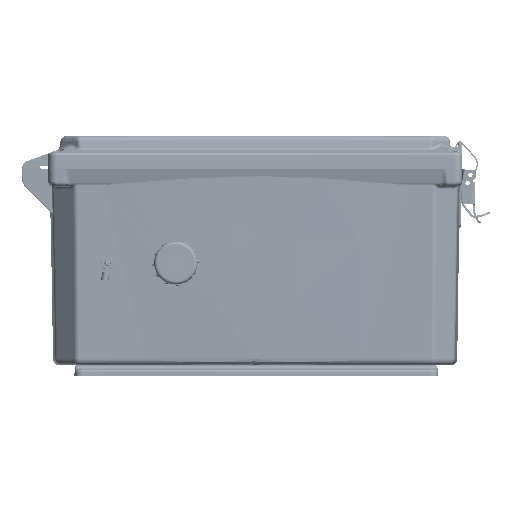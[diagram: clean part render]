
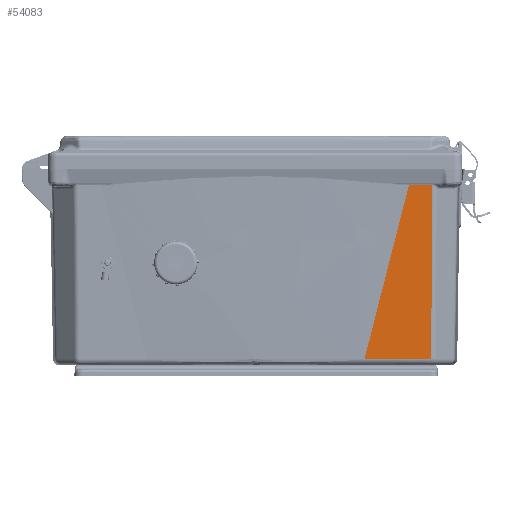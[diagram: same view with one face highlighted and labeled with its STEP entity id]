
A CAD part, front view. The second image highlights one B-rep face of the part: STEP entity #54083.
In plain terms, the highlighted face is planar.
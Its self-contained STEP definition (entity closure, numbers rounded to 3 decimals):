
#43 = VERTEX_POINT ( 'NONE', #71951 ) ;
#1327 = EDGE_CURVE ( 'NONE', #87496, #107015, #163341, .T. ) ;
#2978 = LINE ( 'NONE', #219443, #153623 ) ;
#4385 = DIRECTION ( 'NONE',  ( 0., 0., 1. ) ) ;
#5950 = ORIENTED_EDGE ( 'NONE', *, *, #115462, .T. ) ;
#10016 = EDGE_LOOP ( 'NONE', ( #118096, #5950, #117606, #60443 ) ) ;
#15042 = DIRECTION ( 'NONE',  ( 0., 0., 1. ) ) ;
#31898 = CARTESIAN_POINT ( 'NONE',  ( -146.642, -179.431, -135.672 ) ) ;
#32149 = VERTEX_POINT ( 'NONE', #120398 ) ;
#36899 = EDGE_CURVE ( 'NONE', #32149, #43, #39686, .T. ) ;
#39686 = LINE ( 'NONE', #31898, #63861 ) ;
#39841 = CARTESIAN_POINT ( 'NONE',  ( -146.642, -179.431, -84.339 ) ) ;
#43879 = CARTESIAN_POINT ( 'NONE',  ( -146.642, -179.431, -84.339 ) ) ;
#48555 = EDGE_CURVE ( 'NONE', #32149, #107015, #106986, .T. ) ;
#54083 = ADVANCED_FACE ( 'NONE', ( #103147 ), #147160, .T. ) ;
#60443 = ORIENTED_EDGE ( 'NONE', *, *, #48555, .F. ) ;
#63861 = VECTOR ( 'NONE', #169320, 1000. ) ;
#71951 = CARTESIAN_POINT ( 'NONE',  ( -12.85, -181.767, -136.64 ) ) ;
#76286 = CARTESIAN_POINT ( 'NONE',  ( -64.967, -180.857, -105.187 ) ) ;
#87496 = VERTEX_POINT ( 'NONE', #154830 ) ;
#103147 = FACE_OUTER_BOUND ( 'NONE', #10016, .T. ) ;
#106986 = LINE ( 'NONE', #133774, #163397 ) ;
#107015 = VERTEX_POINT ( 'NONE', #39841 ) ;
#115462 = EDGE_CURVE ( 'NONE', #43, #87496, #2978, .T. ) ;
#117606 = ORIENTED_EDGE ( 'NONE', *, *, #1327, .T. ) ;
#118096 = ORIENTED_EDGE ( 'NONE', *, *, #36899, .T. ) ;
#120398 = CARTESIAN_POINT ( 'NONE',  ( -146.642, -179.431, -135.672 ) ) ;
#127813 = DIRECTION ( 'NONE',  ( -0.017, -1., 0. ) ) ;
#133774 = CARTESIAN_POINT ( 'NONE',  ( -146.642, -179.431, 274.035 ) ) ;
#147160 = PLANE ( 'NONE',  #182653 ) ;
#153623 = VECTOR ( 'NONE', #4385, 1000. ) ;
#154830 = CARTESIAN_POINT ( 'NONE',  ( -12.85, -181.767, -118.52 ) ) ;
#163341 = B_SPLINE_CURVE_WITH_KNOTS ( 'NONE', 3,
 ( #197921, #76286, #214560, #43879 ),
 .UNSPECIFIED., .F., .F.,
 ( 4, 4 ),
 ( 0., 1. ),
 .UNSPECIFIED. ) ;
#163397 = VECTOR ( 'NONE', #15042, 1000. ) ;
#169320 = DIRECTION ( 'NONE',  ( 1., -0.017, -0.007 ) ) ;
#182653 = AXIS2_PLACEMENT_3D ( 'NONE', #196184, #127813, #196931 ) ;
#196184 = CARTESIAN_POINT ( 'NONE',  ( 0., -181.991, 171.387 ) ) ;
#196931 = DIRECTION ( 'NONE',  ( 1., -0.017, 0. ) ) ;
#197921 = CARTESIAN_POINT ( 'NONE',  ( -12.85, -181.767, -118.52 ) ) ;
#214560 = CARTESIAN_POINT ( 'NONE',  ( -109.564, -180.079, -93.793 ) ) ;
#219443 = CARTESIAN_POINT ( 'NONE',  ( -12.85, -181.767, 171.387 ) ) ;
